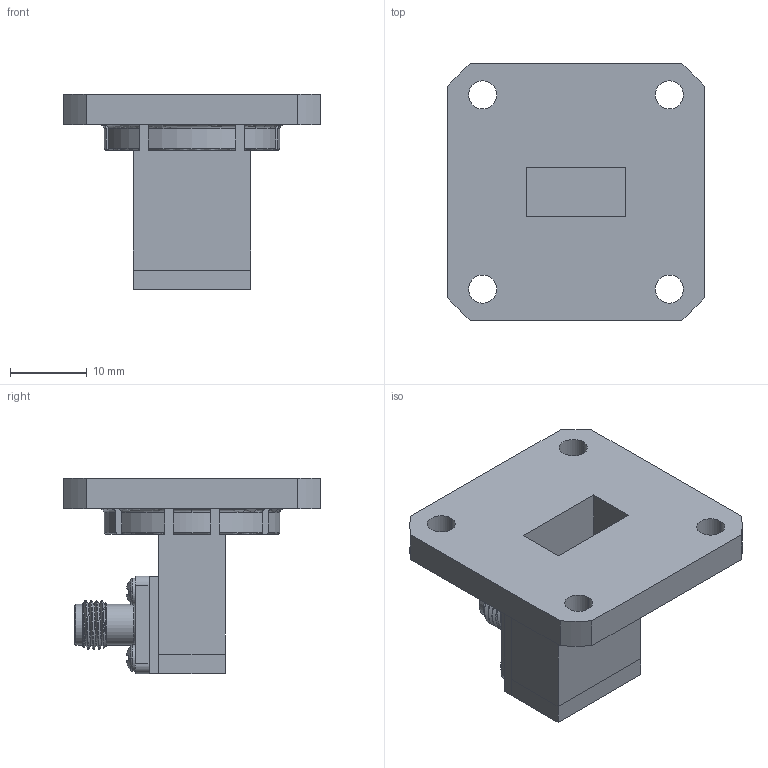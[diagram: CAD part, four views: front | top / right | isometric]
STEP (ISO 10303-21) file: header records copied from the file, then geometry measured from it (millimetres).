
FILE_DESCRIPTION (( 'STEP AP214' ), '1' );
FILE_NAME ('FMWCA1027_3D.step', '2023-05-18T21:38:08', ( '' ), ( '' ), 'SwSTEP 2.0', 'SolidWorks 2022', '' );
FILE_SCHEMA (( 'AUTOMOTIVE_DESIGN' ));
Length unit declared in the file: inch
Products named in the file (3): PEWCA1027^FMWCA1027; SMA FEMALE^FMWCA1027; FMWCA1027_3D
Assembly tree (2 placements, depth 2):
  FMWCA1027_3D
    PEWCA1027^FMWCA1027
    SMA FEMALE^FMWCA1027
Bounding box: 33.32 x 33.32 x 25.4 mm (x, y, z)
Volume: 6739.5 mm3; surface area: 6356.2 mm2
Topology: 4 solids, 4 shells, 269 faces, 717 edges, 473 vertices
Faces by surface type: plane 136, cylinder 62, cone 32, torus 20, bspline 19
Entity records: 9947 total; most frequent: CARTESIAN_POINT 3237, ORIENTED_EDGE 1434, DIRECTION 1292, EDGE_CURVE 717, AXIS2_PLACEMENT_3D 481, VERTEX_POINT 473, LINE 330, VECTOR 330
